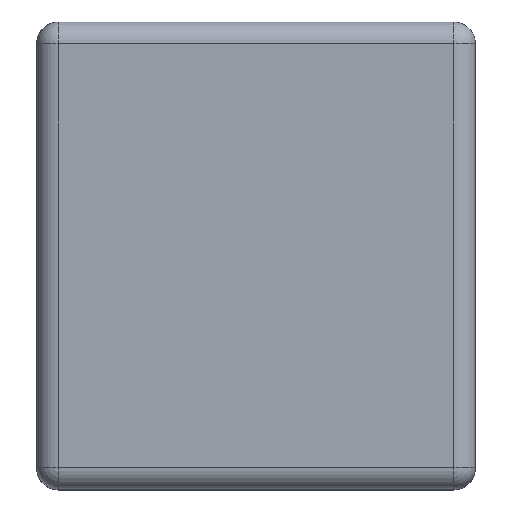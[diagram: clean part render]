
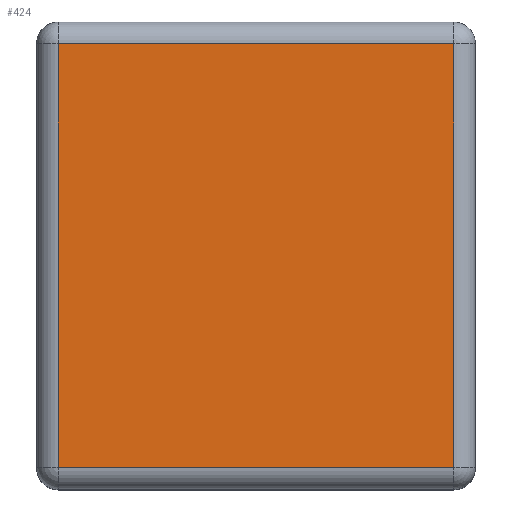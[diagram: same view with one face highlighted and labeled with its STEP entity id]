
A CAD part, top view. The second image highlights one B-rep face of the part: STEP entity #424.
In plain terms, the highlighted planar face has unit normal (0, 0, 1).
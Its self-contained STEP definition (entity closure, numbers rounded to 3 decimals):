
#186 = VERTEX_POINT('',#187);
#187 = CARTESIAN_POINT('',(-6.93,7.43,13.));
#196 = VERTEX_POINT('',#197);
#197 = CARTESIAN_POINT('',(-6.93,-7.43,13.));
#204 = EDGE_CURVE('',#186,#196,#205,.T.);
#205 = LINE('',#206,#207);
#206 = CARTESIAN_POINT('',(-6.93,7.43,13.));
#207 = VECTOR('',#208,1.);
#208 = DIRECTION('',(-0.,-1.,-0.));
#424 = ADVANCED_FACE('',(#425),#450,.T.);
#425 = FACE_BOUND('',#426,.T.);
#426 = EDGE_LOOP('',(#427,#435,#443,#449));
#427 = ORIENTED_EDGE('',*,*,#428,.T.);
#428 = EDGE_CURVE('',#196,#429,#431,.T.);
#429 = VERTEX_POINT('',#430);
#430 = CARTESIAN_POINT('',(6.93,-7.43,13.));
#431 = LINE('',#432,#433);
#432 = CARTESIAN_POINT('',(-6.93,-7.43,13.));
#433 = VECTOR('',#434,1.);
#434 = DIRECTION('',(1.,0.,0.));
#435 = ORIENTED_EDGE('',*,*,#436,.T.);
#436 = EDGE_CURVE('',#429,#437,#439,.T.);
#437 = VERTEX_POINT('',#438);
#438 = CARTESIAN_POINT('',(6.93,7.43,13.));
#439 = LINE('',#440,#441);
#440 = CARTESIAN_POINT('',(6.93,-7.43,13.));
#441 = VECTOR('',#442,1.);
#442 = DIRECTION('',(0.,1.,0.));
#443 = ORIENTED_EDGE('',*,*,#444,.T.);
#444 = EDGE_CURVE('',#437,#186,#445,.T.);
#445 = LINE('',#446,#447);
#446 = CARTESIAN_POINT('',(6.93,7.43,13.));
#447 = VECTOR('',#448,1.);
#448 = DIRECTION('',(-1.,-0.,-0.));
#449 = ORIENTED_EDGE('',*,*,#204,.T.);
#450 = PLANE('',#451);
#451 = AXIS2_PLACEMENT_3D('',#452,#453,#454);
#452 = CARTESIAN_POINT('',(-7.7,-8.2,13.));
#453 = DIRECTION('',(0.,0.,1.));
#454 = DIRECTION('',(1.,0.,0.));
